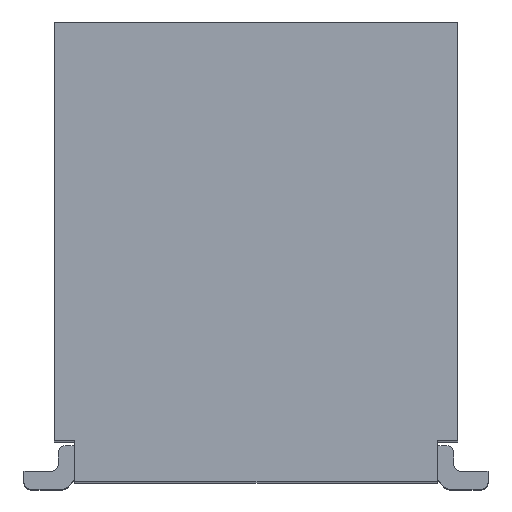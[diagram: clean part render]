
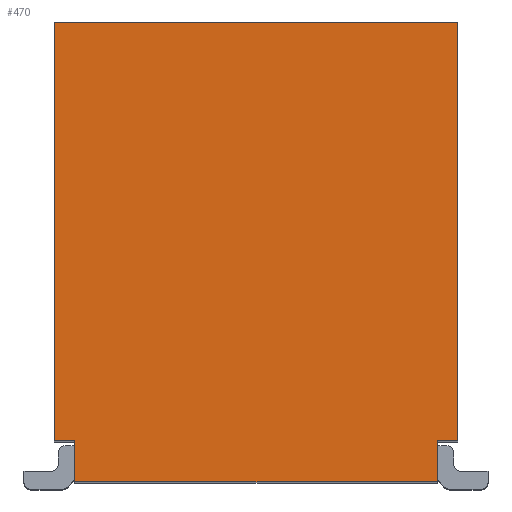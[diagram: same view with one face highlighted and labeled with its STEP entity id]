
A CAD part, top view. The second image highlights one B-rep face of the part: STEP entity #470.
In plain terms, the highlighted planar face has unit normal (0, 0, 1).
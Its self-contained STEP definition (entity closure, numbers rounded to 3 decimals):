
#470=ADVANCED_FACE('',(#1432),#1433,.T.);
#1432=FACE_OUTER_BOUND('',#2543,.T.);
#1433=PLANE('',#2544);
#2543=EDGE_LOOP('',(#6170,#6171,#6172,#6173,#6174,#6175,#6176,#6177));
#2544=AXIS2_PLACEMENT_3D('',#6178,#6179,#6180);
#6170=ORIENTED_EDGE('',*,*,#8540,.T.);
#6171=ORIENTED_EDGE('',*,*,#8241,.T.);
#6172=ORIENTED_EDGE('',*,*,#8544,.F.);
#6173=ORIENTED_EDGE('',*,*,#8088,.F.);
#6174=ORIENTED_EDGE('',*,*,#8545,.T.);
#6175=ORIENTED_EDGE('',*,*,#7417,.F.);
#6176=ORIENTED_EDGE('',*,*,#8546,.F.);
#6177=ORIENTED_EDGE('',*,*,#7696,.T.);
#6178=CARTESIAN_POINT('',(1.559,-2.034,5.185));
#6179=DIRECTION('',(0.0,0.0,1.0));
#6180=DIRECTION('',(1.0,0.0,0.0));
#7417=EDGE_CURVE('',#8939,#8941,#8942,.T.);
#7696=EDGE_CURVE('',#9430,#9428,#9431,.T.);
#8088=EDGE_CURVE('',#10077,#10079,#10080,.T.);
#8241=EDGE_CURVE('',#10327,#10329,#10331,.T.);
#8540=EDGE_CURVE('',#9428,#10327,#10814,.T.);
#8544=EDGE_CURVE('',#10079,#10329,#10820,.T.);
#8545=EDGE_CURVE('',#10077,#8941,#10821,.T.);
#8546=EDGE_CURVE('',#9430,#8939,#10822,.T.);
#8939=VERTEX_POINT('',#11402);
#8941=VERTEX_POINT('',#11405);
#8942=LINE('',#11406,#11407);
#9428=VERTEX_POINT('',#12107);
#9430=VERTEX_POINT('',#12110);
#9431=LINE('',#12111,#12112);
#10077=VERTEX_POINT('',#13081);
#10079=VERTEX_POINT('',#13084);
#10080=LINE('',#13085,#13086);
#10327=VERTEX_POINT('',#13453);
#10329=VERTEX_POINT('',#13456);
#10331=LINE('',#13459,#13460);
#10814=LINE('',#14160,#14161);
#10820=LINE('',#14168,#14169);
#10821=LINE('',#14170,#14171);
#10822=LINE('',#14172,#14173);
#11402=CARTESIAN_POINT('',(1.485,1.4,5.185));
#11405=CARTESIAN_POINT('',(1.485,-1.65,5.185));
#11406=CARTESIAN_POINT('',(1.485,-0.5,5.185));
#11407=VECTOR('',#14871,1.0);
#12107=CARTESIAN_POINT('',(-1.455,-1.65,5.185));
#12110=CARTESIAN_POINT('',(-1.455,1.4,5.185));
#12111=CARTESIAN_POINT('',(-1.455,-0.5,5.185));
#12112=VECTOR('',#15276,1.0);
#13081=CARTESIAN_POINT('',(1.335,-1.65,5.185));
#13084=CARTESIAN_POINT('',(1.335,-1.95,5.185));
#13085=CARTESIAN_POINT('',(1.335,-0.5,5.185));
#13086=VECTOR('',#15802,1.0);
#13453=CARTESIAN_POINT('',(-1.305,-1.65,5.185));
#13456=CARTESIAN_POINT('',(-1.305,-1.95,5.185));
#13459=CARTESIAN_POINT('',(-1.305,-0.5,5.185));
#13460=VECTOR('',#16015,1.0);
#14160=CARTESIAN_POINT('',(0.015,-1.65,5.185));
#14161=VECTOR('',#16476,1.0);
#14168=CARTESIAN_POINT('',(0.015,-1.95,5.185));
#14169=VECTOR('',#16484,1.0);
#14170=CARTESIAN_POINT('',(0.015,-1.65,5.185));
#14171=VECTOR('',#16485,1.0);
#14172=CARTESIAN_POINT('',(0.015,1.4,5.185));
#14173=VECTOR('',#16486,1.0);
#14871=DIRECTION('',(0.,-1.0,0.0));
#15276=DIRECTION('',(0.,-1.0,0.0));
#15802=DIRECTION('',(0.,-1.0,0.0));
#16015=DIRECTION('',(0.,-1.0,0.0));
#16476=DIRECTION('',(1.0,0.,0.0));
#16484=DIRECTION('',(-1.0,0.,0.0));
#16485=DIRECTION('',(1.0,0.,0.0));
#16486=DIRECTION('',(1.0,0.,-0.0));
